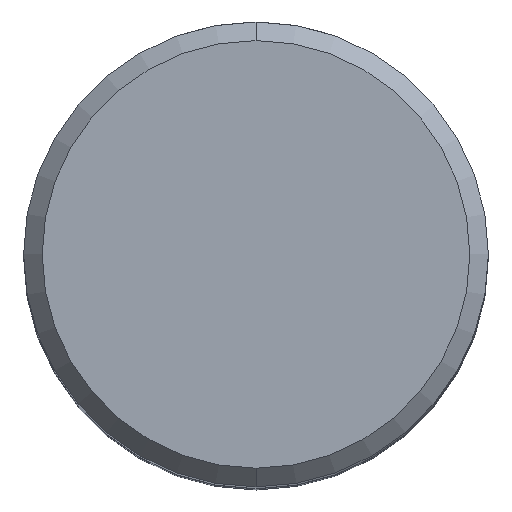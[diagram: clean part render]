
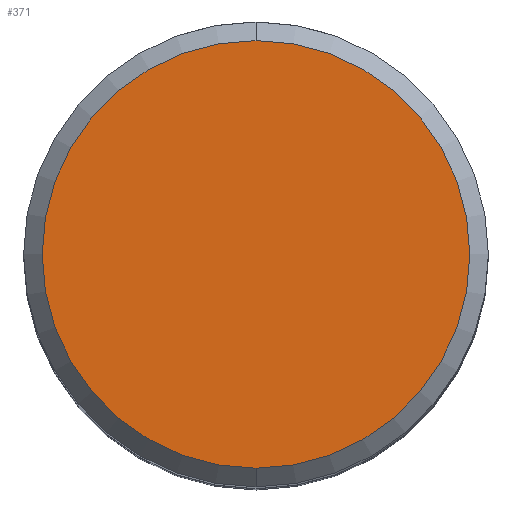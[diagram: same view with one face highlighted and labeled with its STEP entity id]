
A CAD part, top view. The second image highlights one B-rep face of the part: STEP entity #371.
In plain terms, the highlighted planar face has unit normal (0, 0, 1).
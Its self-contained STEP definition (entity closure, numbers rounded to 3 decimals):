
#269=VERTEX_POINT('',#645);
#329=EDGE_CURVE('',#399,#269,#715,.T.);
#345=EDGE_CURVE('',#269,#399,#733,.T.);
#371=ADVANCED_FACE('',(#763),#764,.T.);
#399=VERTEX_POINT('',#794);
#645=CARTESIAN_POINT('',(0.,-11.5,0.0));
#715=CIRCLE('',#1259,11.5);
#733=CIRCLE('',#1283,11.5);
#763=FACE_OUTER_BOUND('',#1320,.T.);
#764=PLANE('',#1321);
#794=CARTESIAN_POINT('',(0.0,11.5,0.0));
#1259=AXIS2_PLACEMENT_3D('',#2037,#2038,#2039);
#1283=AXIS2_PLACEMENT_3D('',#2061,#2062,#2063);
#1320=EDGE_LOOP('',(#2108,#2109));
#1321=AXIS2_PLACEMENT_3D('',#2110,#2111,#2112);
#2037=CARTESIAN_POINT('',(0.0,0.0,0.0));
#2038=DIRECTION('',(0.0,0.0,-1.0));
#2039=DIRECTION('',(0.0,1.0,0.0));
#2061=CARTESIAN_POINT('',(0.0,0.0,0.0));
#2062=DIRECTION('',(0.0,0.0,-1.0));
#2063=DIRECTION('',(0.0,1.0,0.0));
#2108=ORIENTED_EDGE('',*,*,#329,.F.);
#2109=ORIENTED_EDGE('',*,*,#345,.F.);
#2110=CARTESIAN_POINT('',(0.0,5.75,0.0));
#2111=DIRECTION('',(-0.0,0.0,1.0));
#2112=DIRECTION('',(0.0,-1.0,0.0));
